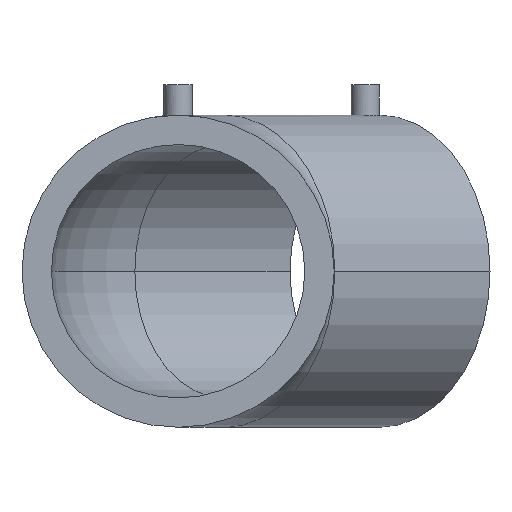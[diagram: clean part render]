
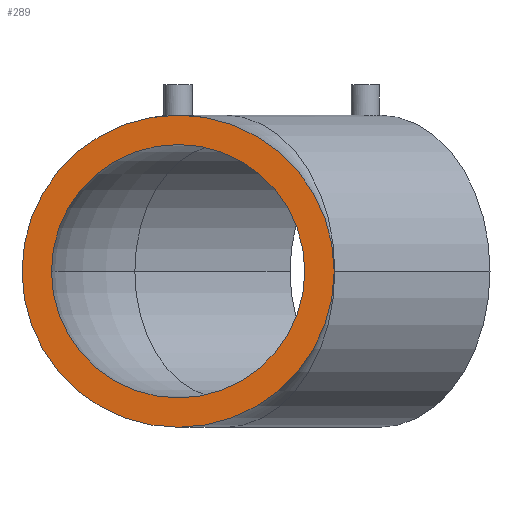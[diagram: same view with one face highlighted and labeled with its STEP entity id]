
A CAD part, front view. The second image highlights one B-rep face of the part: STEP entity #289.
In plain terms, the highlighted planar face has unit normal (0, -1, 0).
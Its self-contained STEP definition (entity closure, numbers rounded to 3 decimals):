
#9 = EDGE_LOOP ( 'NONE', ( #604, #578 ) ) ;
#24 = AXIS2_PLACEMENT_3D ( 'NONE', #55, #129, #1034 ) ;
#55 = CARTESIAN_POINT ( 'NONE',  ( 0., 0., 0. ) ) ;
#58 = VERTEX_POINT ( 'NONE', #1029 ) ;
#68 = CARTESIAN_POINT ( 'NONE',  ( 0., 0., 0. ) ) ;
#82 = CARTESIAN_POINT ( 'NONE',  ( 0., 0., 0. ) ) ;
#83 = EDGE_CURVE ( 'NONE', #58, #817, #956, .T. ) ;
#89 = DIRECTION ( 'NONE',  ( 0., -1., 0. ) ) ;
#96 = AXIS2_PLACEMENT_3D ( 'NONE', #82, #89, #151 ) ;
#111 = AXIS2_PLACEMENT_3D ( 'NONE', #316, #707, #982 ) ;
#124 = CIRCLE ( 'NONE', #96, 62.5 ) ;
#129 = DIRECTION ( 'NONE',  ( 0., 1., 0. ) ) ;
#141 = FACE_BOUND ( 'NONE', #9, .T. ) ;
#151 = DIRECTION ( 'NONE',  ( 0., 0., 1. ) ) ;
#218 = PLANE ( 'NONE',  #111 ) ;
#289 = ADVANCED_FACE ( 'NONE', ( #141, #880 ), #218, .F. ) ;
#294 = CARTESIAN_POINT ( 'NONE',  ( 62.5, 0., 0. ) ) ;
#297 = EDGE_CURVE ( 'NONE', #704, #386, #628, .T. ) ;
#316 = CARTESIAN_POINT ( 'NONE',  ( 0., 0., 0. ) ) ;
#337 = AXIS2_PLACEMENT_3D ( 'NONE', #1052, #887, #896 ) ;
#386 = VERTEX_POINT ( 'NONE', #388 ) ;
#388 = CARTESIAN_POINT ( 'NONE',  ( -62.5, 0., 0. ) ) ;
#448 = AXIS2_PLACEMENT_3D ( 'NONE', #68, #1042, #635 ) ;
#481 = ORIENTED_EDGE ( 'NONE', *, *, #623, .F. ) ;
#576 = CARTESIAN_POINT ( 'NONE',  ( -77., 0., 0. ) ) ;
#578 = ORIENTED_EDGE ( 'NONE', *, *, #297, .F. ) ;
#604 = ORIENTED_EDGE ( 'NONE', *, *, #989, .F. ) ;
#623 = EDGE_CURVE ( 'NONE', #817, #58, #1010, .T. ) ;
#628 = CIRCLE ( 'NONE', #448, 62.5 ) ;
#635 = DIRECTION ( 'NONE',  ( 0., 0., 1. ) ) ;
#694 = ORIENTED_EDGE ( 'NONE', *, *, #83, .F. ) ;
#704 = VERTEX_POINT ( 'NONE', #294 ) ;
#707 = DIRECTION ( 'NONE',  ( 0., 1., 0. ) ) ;
#817 = VERTEX_POINT ( 'NONE', #576 ) ;
#880 = FACE_OUTER_BOUND ( 'NONE', #1021, .T. ) ;
#887 = DIRECTION ( 'NONE',  ( 0., 1., 0. ) ) ;
#896 = DIRECTION ( 'NONE',  ( 0., 0., 1. ) ) ;
#956 = CIRCLE ( 'NONE', #24, 77. ) ;
#982 = DIRECTION ( 'NONE',  ( 0., 0., 1. ) ) ;
#989 = EDGE_CURVE ( 'NONE', #386, #704, #124, .T. ) ;
#1010 = CIRCLE ( 'NONE', #337, 77. ) ;
#1021 = EDGE_LOOP ( 'NONE', ( #481, #694 ) ) ;
#1029 = CARTESIAN_POINT ( 'NONE',  ( 77., 0., 0. ) ) ;
#1034 = DIRECTION ( 'NONE',  ( 0., 0., 1. ) ) ;
#1042 = DIRECTION ( 'NONE',  ( 0., -1., 0. ) ) ;
#1052 = CARTESIAN_POINT ( 'NONE',  ( 0., 0., 0. ) ) ;
